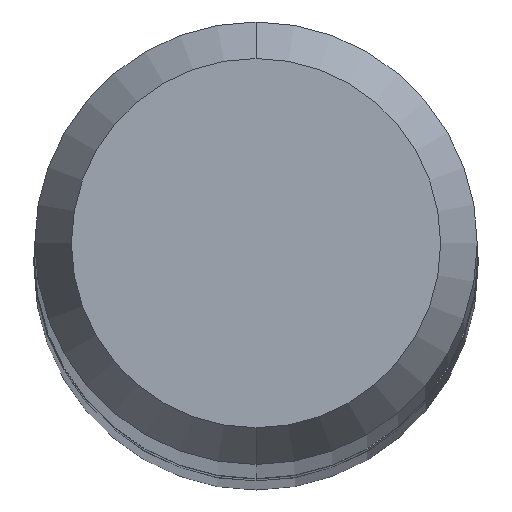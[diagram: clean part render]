
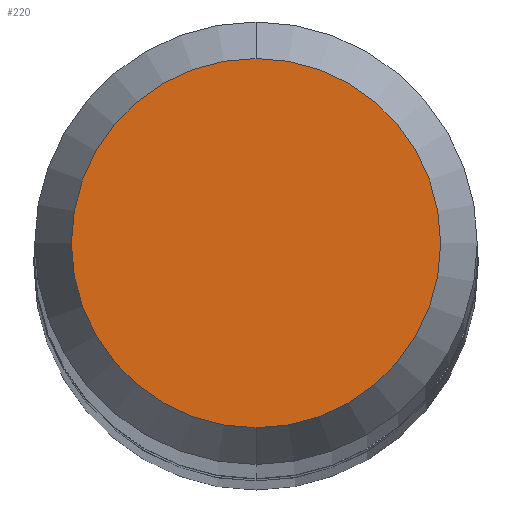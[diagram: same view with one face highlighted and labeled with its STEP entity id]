
A CAD part, top view. The second image highlights one B-rep face of the part: STEP entity #220.
In plain terms, the highlighted planar face has unit normal (0, 0, 1).
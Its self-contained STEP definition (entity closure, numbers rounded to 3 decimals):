
#96=EDGE_CURVE('',#180,#152,#241,.T.);
#100=EDGE_CURVE('',#152,#180,#246,.T.);
#152=VERTEX_POINT('',#305);
#180=VERTEX_POINT('',#335);
#220=ADVANCED_FACE('',(#381),#382,.T.);
#241=CIRCLE('',#396,1.155);
#246=CIRCLE('',#402,1.155);
#305=CARTESIAN_POINT('',(0.,-1.155,0.0));
#335=CARTESIAN_POINT('',(0.0,1.155,0.0));
#381=FACE_OUTER_BOUND('',#573,.T.);
#382=PLANE('',#574);
#396=AXIS2_PLACEMENT_3D('',#576,#577,#578);
#402=AXIS2_PLACEMENT_3D('',#585,#586,#587);
#573=EDGE_LOOP('',(#753,#754));
#574=AXIS2_PLACEMENT_3D('',#755,#756,#757);
#576=CARTESIAN_POINT('',(0.0,0.0,0.0));
#577=DIRECTION('',(0.0,0.0,-1.0));
#578=DIRECTION('',(0.0,1.0,0.0));
#585=CARTESIAN_POINT('',(0.0,0.0,0.0));
#586=DIRECTION('',(0.0,0.0,-1.0));
#587=DIRECTION('',(0.0,1.0,0.0));
#753=ORIENTED_EDGE('',*,*,#96,.F.);
#754=ORIENTED_EDGE('',*,*,#100,.F.);
#755=CARTESIAN_POINT('',(0.0,0.578,0.0));
#756=DIRECTION('',(-0.0,0.0,1.0));
#757=DIRECTION('',(0.0,-1.0,0.0));
